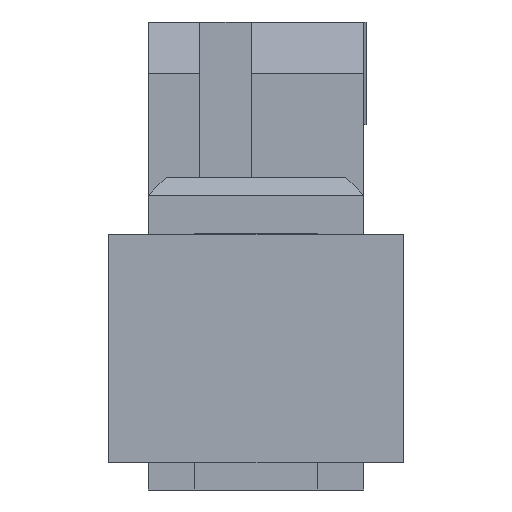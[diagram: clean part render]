
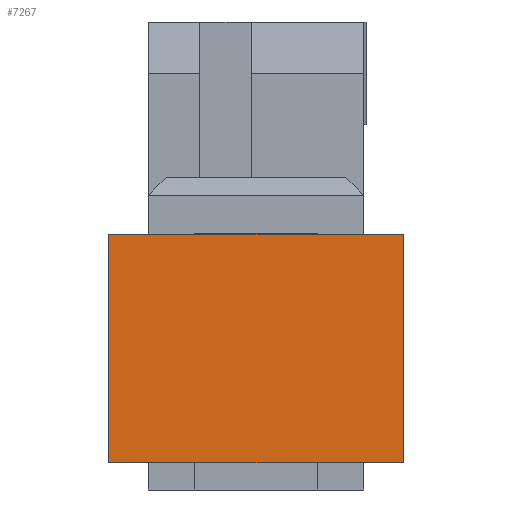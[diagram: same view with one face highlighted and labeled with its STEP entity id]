
A CAD part, left-side view. The second image highlights one B-rep face of the part: STEP entity #7267.
In plain terms, the highlighted planar face has unit normal (-1, 0, 0).
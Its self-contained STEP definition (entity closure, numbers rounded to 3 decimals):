
#6857=CARTESIAN_POINT('',(-7.325,2.875,4.46));
#6858=VERTEX_POINT('',#6857);
#6865=CARTESIAN_POINT('',(-7.325,-2.875,4.46));
#6866=VERTEX_POINT('',#6865);
#6867=CARTESIAN_POINT('',(-7.325,2.875,4.46));
#6868=DIRECTION('',(0.,-1.,0.));
#6869=VECTOR('',#6868,5.75);
#6870=LINE('',#6867,#6869);
#6871=EDGE_CURVE('',#6858,#6866,#6870,.T.);
#7225=CARTESIAN_POINT('',(-7.325,2.875,0.));
#7226=VERTEX_POINT('',#7225);
#7233=CARTESIAN_POINT('',(-7.325,2.875,0.));
#7234=DIRECTION('',(0.,0.,1.));
#7235=VECTOR('',#7234,4.46);
#7236=LINE('',#7233,#7235);
#7237=EDGE_CURVE('',#7226,#6858,#7236,.T.);
#7244=CARTESIAN_POINT('',(-7.325,0.,4.3));
#7245=DIRECTION('',(0.,-1.,0.));
#7246=DIRECTION('',(-1.,0.,0.));
#7247=AXIS2_PLACEMENT_3D('',#7244,#7246,#7245);
#7248=PLANE('',#7247);
#7249=CARTESIAN_POINT('',(-7.325,-2.875,0.));
#7250=VERTEX_POINT('',#7249);
#7251=CARTESIAN_POINT('',(-7.325,-2.875,0.));
#7252=DIRECTION('',(0.,1.,0.));
#7253=VECTOR('',#7252,5.75);
#7254=LINE('',#7251,#7253);
#7255=EDGE_CURVE('',#7250,#7226,#7254,.T.);
#7256=ORIENTED_EDGE('',*,*,#7255,.F.);
#7257=CARTESIAN_POINT('',(-7.325,-2.875,4.46));
#7258=DIRECTION('',(0.,0.,-1.));
#7259=VECTOR('',#7258,4.46);
#7260=LINE('',#7257,#7259);
#7261=EDGE_CURVE('',#6866,#7250,#7260,.T.);
#7262=ORIENTED_EDGE('',*,*,#7261,.F.);
#7263=ORIENTED_EDGE('',*,*,#6871,.F.);
#7264=ORIENTED_EDGE('',*,*,#7237,.F.);
#7265=EDGE_LOOP('',(#7256,#7262,#7263,#7264));
#7266=FACE_OUTER_BOUND('',#7265,.T.);
#7267=ADVANCED_FACE('',(#7266),#7248,.T.);
